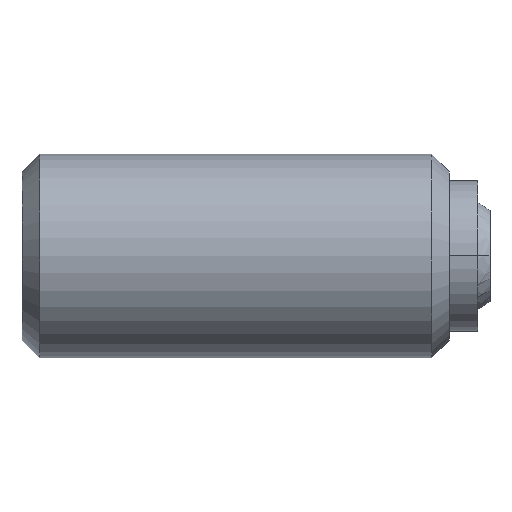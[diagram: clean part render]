
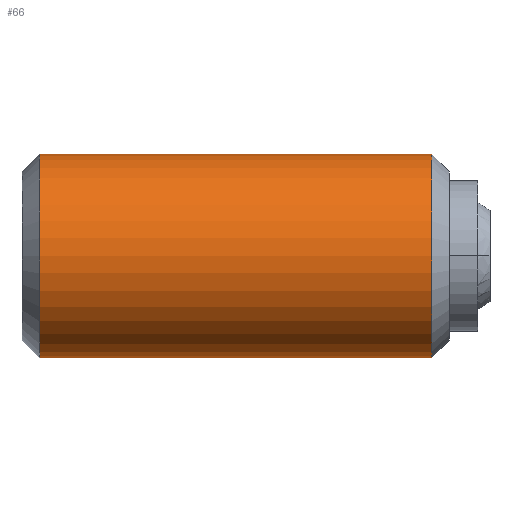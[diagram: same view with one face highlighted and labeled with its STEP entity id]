
A CAD part, top view. The second image highlights one B-rep face of the part: STEP entity #66.
In plain terms, the highlighted cylindrical face has radius 2.5 mm (diameter 5 mm), a partial arc.
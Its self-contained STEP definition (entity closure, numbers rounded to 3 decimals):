
#66=ADVANCED_FACE('',(#101),#102,.T.);
#101=FACE_OUTER_BOUND('',#169,.T.);
#102=CYLINDRICAL_SURFACE('',#170,2.5);
#169=EDGE_LOOP('',(#242,#243,#244,#245));
#170=AXIS2_PLACEMENT_3D('',#246,#247,#248);
#242=ORIENTED_EDGE('',*,*,#496,.F.);
#243=ORIENTED_EDGE('',*,*,#497,.T.);
#244=ORIENTED_EDGE('',*,*,#498,.F.);
#245=ORIENTED_EDGE('',*,*,#493,.F.);
#246=CARTESIAN_POINT('',(5.25,0.0,0.0));
#247=DIRECTION('',(1.0,0.0,0.0));
#248=DIRECTION('',(0.0,1.0,0.0));
#493=EDGE_CURVE('',#571,#574,#575,.T.);
#496=EDGE_CURVE('',#579,#571,#580,.T.);
#497=EDGE_CURVE('',#579,#581,#582,.T.);
#498=EDGE_CURVE('',#574,#581,#583,.T.);
#571=VERTEX_POINT('',#702);
#574=VERTEX_POINT('',#706);
#575=CIRCLE('',#707,2.5);
#579=VERTEX_POINT('',#712);
#580=LINE('',#713,#714);
#581=VERTEX_POINT('',#715);
#582=CIRCLE('',#716,2.5);
#583=LINE('',#717,#718);
#702=CARTESIAN_POINT('',(10.067,2.5,0.0));
#706=CARTESIAN_POINT('',(10.067,-2.5,0.));
#707=AXIS2_PLACEMENT_3D('',#860,#861,#862);
#712=CARTESIAN_POINT('',(0.433,2.5,0.0));
#713=CARTESIAN_POINT('',(5.25,2.5,0.));
#714=VECTOR('',#867,1.0);
#715=CARTESIAN_POINT('',(0.433,-2.5,0.));
#716=AXIS2_PLACEMENT_3D('',#868,#869,#870);
#717=CARTESIAN_POINT('',(5.25,-2.5,0.));
#718=VECTOR('',#871,1.0);
#860=CARTESIAN_POINT('',(10.067,0.0,0.0));
#861=DIRECTION('',(1.0,0.0,0.0));
#862=DIRECTION('',(0.0,1.0,0.0));
#867=DIRECTION('',(1.0,0.0,0.0));
#868=CARTESIAN_POINT('',(0.433,0.0,0.0));
#869=DIRECTION('',(1.0,0.0,0.0));
#870=DIRECTION('',(0.0,1.0,0.0));
#871=DIRECTION('',(-1.0,-0.0,-0.0));
